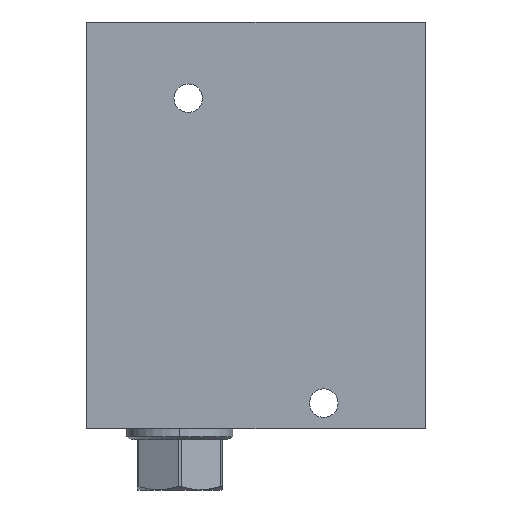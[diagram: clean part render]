
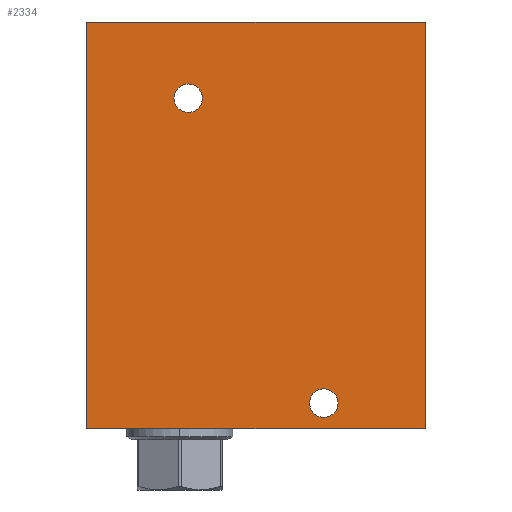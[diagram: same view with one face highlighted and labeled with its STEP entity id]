
A CAD part, front view. The second image highlights one B-rep face of the part: STEP entity #2334.
In plain terms, the highlighted planar face has unit normal (0, -1, 0).
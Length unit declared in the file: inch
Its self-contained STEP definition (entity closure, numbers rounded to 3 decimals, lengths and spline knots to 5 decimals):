
#5=DIRECTION('',(1.,0.,0.));
#6=VECTOR('',#5,5.);
#7=CARTESIAN_POINT('',(0.,-2.5,0.));
#8=LINE('',#7,#6);
#85=DIRECTION('',(0.,0.,1.));
#86=VECTOR('',#85,6.);
#87=CARTESIAN_POINT('',(5.,-2.5,0.));
#88=LINE('',#87,#86);
#109=DIRECTION('',(0.,0.,1.));
#110=VECTOR('',#109,6.);
#111=CARTESIAN_POINT('',(0.,-2.5,0.));
#112=LINE('',#111,#110);
#113=CARTESIAN_POINT('',(1.5,-2.5,4.875));
#114=DIRECTION('',(0.,-1.,0.));
#115=DIRECTION('',(-1.,0.,0.));
#116=AXIS2_PLACEMENT_3D('',#113,#114,#115);
#118=CARTESIAN_POINT('',(1.5,-2.5,4.875));
#119=DIRECTION('',(0.,-1.,0.));
#120=DIRECTION('',(1.,0.,0.));
#121=AXIS2_PLACEMENT_3D('',#118,#119,#120);
#123=CARTESIAN_POINT('',(3.5,-2.5,0.375));
#124=DIRECTION('',(0.,-1.,0.));
#125=DIRECTION('',(-1.,0.,0.));
#126=AXIS2_PLACEMENT_3D('',#123,#124,#125);
#128=CARTESIAN_POINT('',(3.5,-2.5,0.375));
#129=DIRECTION('',(0.,-1.,0.));
#130=DIRECTION('',(1.,0.,0.));
#131=AXIS2_PLACEMENT_3D('',#128,#129,#130);
#145=DIRECTION('',(1.,0.,0.));
#146=VECTOR('',#145,5.);
#147=CARTESIAN_POINT('',(0.,-2.5,6.));
#148=LINE('',#147,#146);
#1914=CARTESIAN_POINT('',(0.,-2.5,0.));
#1916=VERTEX_POINT('',#1914);
#1917=CARTESIAN_POINT('',(5.,-2.5,0.));
#1918=VERTEX_POINT('',#1917);
#1922=CARTESIAN_POINT('',(0.,-2.5,6.));
#1924=VERTEX_POINT('',#1922);
#1925=CARTESIAN_POINT('',(5.,-2.5,6.));
#1926=VERTEX_POINT('',#1925);
#2073=CARTESIAN_POINT('',(1.289,-2.5,4.875));
#2074=CARTESIAN_POINT('',(1.711,-2.5,4.875));
#2075=VERTEX_POINT('',#2073);
#2076=VERTEX_POINT('',#2074);
#2081=CARTESIAN_POINT('',(3.289,-2.5,0.375));
#2082=CARTESIAN_POINT('',(3.711,-2.5,0.375));
#2083=VERTEX_POINT('',#2081);
#2084=VERTEX_POINT('',#2082);
#2310=CARTESIAN_POINT('',(0.,-2.5,0.));
#2311=DIRECTION('',(0.,-1.,0.));
#2312=DIRECTION('',(1.,0.,0.));
#2313=AXIS2_PLACEMENT_3D('',#2310,#2311,#2312);
#2314=PLANE('',#2313);
#2315=ORIENTED_EDGE('',*,*,#2210,.F.);
#2316=ORIENTED_EDGE('',*,*,#2235,.T.);
#2318=ORIENTED_EDGE('',*,*,#2317,.T.);
#2319=ORIENTED_EDGE('',*,*,#2290,.F.);
#2320=EDGE_LOOP('',(#2315,#2316,#2318,#2319));
#2321=FACE_OUTER_BOUND('',#2320,.F.);
#2323=ORIENTED_EDGE('',*,*,#2322,.T.);
#2325=ORIENTED_EDGE('',*,*,#2324,.T.);
#2326=EDGE_LOOP('',(#2323,#2325));
#2327=FACE_BOUND('',#2326,.F.);
#2329=ORIENTED_EDGE('',*,*,#2328,.T.);
#2331=ORIENTED_EDGE('',*,*,#2330,.T.);
#2332=EDGE_LOOP('',(#2329,#2331));
#2333=FACE_BOUND('',#2332,.F.);
#2334=ADVANCED_FACE('',(#2321,#2327,#2333),#2314,.T.);
#117=CIRCLE('',#116,0.211);
#122=CIRCLE('',#121,0.211);
#127=CIRCLE('',#126,0.211);
#132=CIRCLE('',#131,0.211);
#2210=EDGE_CURVE('',#1916,#1918,#8,.T.);
#2235=EDGE_CURVE('',#1916,#1924,#112,.T.);
#2290=EDGE_CURVE('',#1918,#1926,#88,.T.);
#2317=EDGE_CURVE('',#1924,#1926,#148,.T.);
#2322=EDGE_CURVE('',#2075,#2076,#117,.T.);
#2324=EDGE_CURVE('',#2076,#2075,#122,.T.);
#2328=EDGE_CURVE('',#2083,#2084,#127,.T.);
#2330=EDGE_CURVE('',#2084,#2083,#132,.T.);
